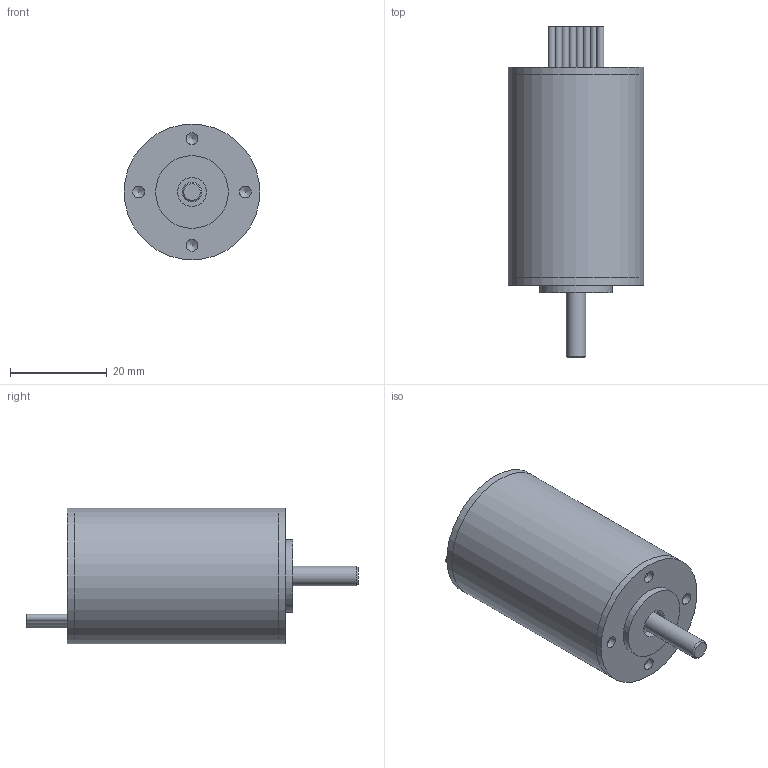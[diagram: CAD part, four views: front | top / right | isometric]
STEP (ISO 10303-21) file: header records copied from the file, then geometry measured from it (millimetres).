
FILE_DESCRIPTION(/* description */ (''),/* implementation_level */ '2;1');
FILE_NAME(/* name */ 'DS28M024080-A.stp',/* time_stamp */ '2016-08-25T13:06:31+02:00',/* author */ ('schneid_cad'),/* organization */ (''),/* preprocessor_version */ 'ST-DEVELOPER v16.1',/* originating_system */ 'Autodesk Inventor 2016',/* authorisation */ '');
FILE_SCHEMA (('AUTOMOTIVE_DESIGN { 1 0 10303 214 3 1 1 }'));
Length unit declared in the file: centimetre
Products named in the file (1): DS28M024080-A
Bounding box: 28 x 68.5 x 28 mm (x, y, z)
Volume: 27218.1 mm3; surface area: 9800.3 mm2
Topology: 11 solids, 11 shells, 84 faces, 149 edges, 99 vertices
Faces by surface type: cylinder 45, plane 34, cone 5
Full cylindrical faces by diameter (mm): 0.5 x8, 1.5 x8, 2.459 x8, 4 x2, 6 x3, 15 x1, 28 x3
Entity records: 1864 total; most frequent: DIRECTION 364, CARTESIAN_POINT 279, ORIENTED_EDGE 206, AXIS2_PLACEMENT_3D 176, EDGE_LOOP 152, EDGE_CURVE 103, CIRCLE 91, VERTEX_POINT 91
